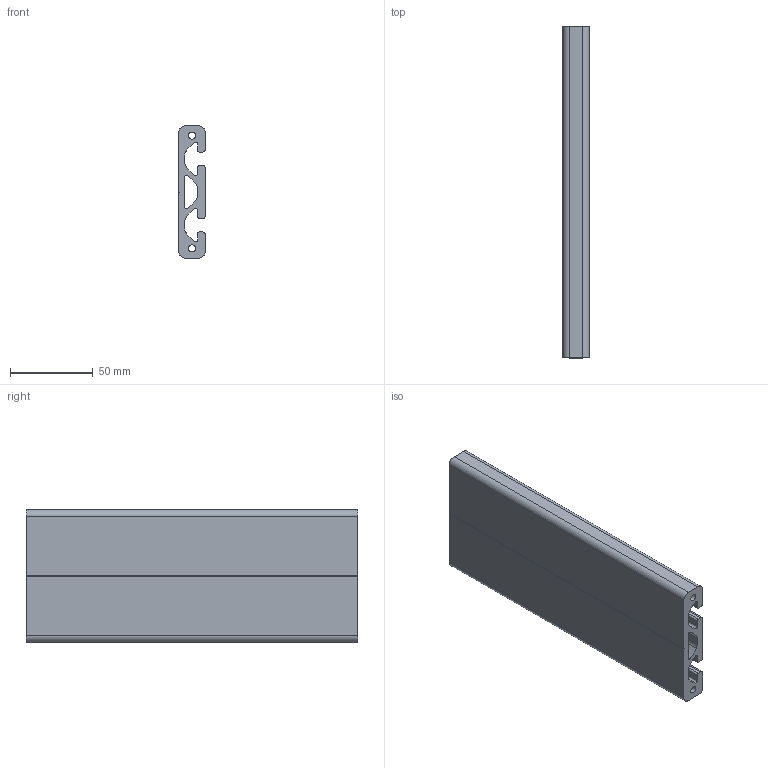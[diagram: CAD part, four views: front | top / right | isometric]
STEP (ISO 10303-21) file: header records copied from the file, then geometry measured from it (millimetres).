
FILE_DESCRIPTION(/* description */ ('Aluminiumprofil 80x16'),/* implementation_level */ '2;1');
FILE_NAME(/* name */ 'Syskomp 281801911 Aluminiumprofil 80x16.stp',/* time_stamp */ '2017-08-23T14:30:50+02:00',/* author */ ('wheldmann'),/* organization */ (''),/* preprocessor_version */ 'ST-DEVELOPER v16.1',/* originating_system */ 'Autodesk Inventor 2016',/* authorisation */ ' ');
FILE_SCHEMA (('AUTOMOTIVE_DESIGN { 1 0 10303 214 3 1 1 }'));
Length unit declared in the file: millimetre
Products named in the file (1): 281801911 Aluminiumprofil 80x16 - 200
Bounding box: 16 x 200 x 80 mm (x, y, z)
Volume: 160229.8 mm3; surface area: 68659.8 mm2
Topology: 1 solids, 1 shells, 55 faces, 159 edges, 106 vertices
Faces by surface type: cylinder 32, plane 23
Full cylindrical faces by diameter (mm): 4.2 x2
Entity records: 1863 total; most frequent: DIRECTION 333, CARTESIAN_POINT 319, ORIENTED_EDGE 314, EDGE_CURVE 157, AXIS2_PLACEMENT_3D 120, VERTEX_POINT 106, LINE 93, VECTOR 93
